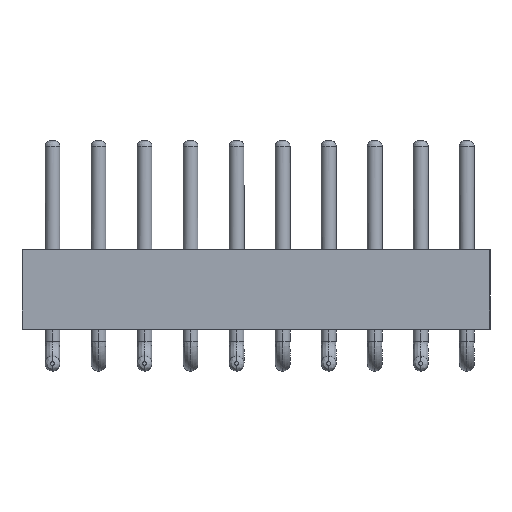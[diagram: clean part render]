
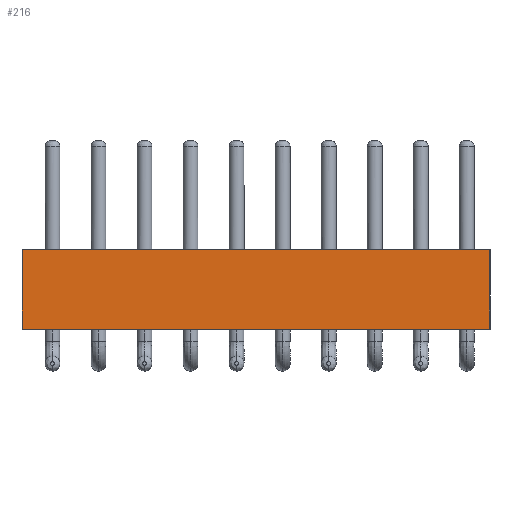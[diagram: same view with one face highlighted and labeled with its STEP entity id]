
A CAD part, top view. The second image highlights one B-rep face of the part: STEP entity #216.
In plain terms, the highlighted planar face has unit normal (0, 0, 1).
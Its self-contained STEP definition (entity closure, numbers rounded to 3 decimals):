
#59=CARTESIAN_POINT('',(0.,0.,0.));
#60=VERTEX_POINT('',#59);
#70=CARTESIAN_POINT('',(0.,2.2,0.));
#71=VERTEX_POINT('',#70);
#72=CARTESIAN_POINT('',(0.,2.2,0.));
#73=CARTESIAN_POINT('',(0.,1.76,0.));
#74=CARTESIAN_POINT('',(0.,1.32,0.));
#75=CARTESIAN_POINT('',(0.,0.88,0.));
#76=CARTESIAN_POINT('',(0.,0.44,0.));
#77=CARTESIAN_POINT('',(0.,0.,0.));
#78=B_SPLINE_CURVE_WITH_KNOTS('',5,(#72,#73,#74,#75,#76,#77),.UNSPECIFIED.,.F.,.U.,(6,6),(0.,2.2),.UNSPECIFIED.);
#79=EDGE_CURVE('',#71,#60,#78,.T.);
#170=CARTESIAN_POINT('',(12.895,0.,0.));
#171=VERTEX_POINT('',#170);
#178=CARTESIAN_POINT('',(12.895,0.,0.));
#179=CARTESIAN_POINT('',(10.316,0.,0.));
#180=CARTESIAN_POINT('',(7.737,0.,0.));
#181=CARTESIAN_POINT('',(5.158,0.,0.));
#182=CARTESIAN_POINT('',(2.579,0.,0.));
#183=CARTESIAN_POINT('',(0.,0.,0.));
#184=B_SPLINE_CURVE_WITH_KNOTS('',5,(#178,#179,#180,#181,#182,#183),.UNSPECIFIED.,.F.,.U.,(6,6),(12.915,25.81),.UNSPECIFIED.);
#185=EDGE_CURVE('',#171,#60,#184,.T.);
#190=CARTESIAN_POINT('',(6.497,1.1,0.));
#191=DIRECTION('',(1.,0.,0.));
#192=DIRECTION('',(0.,0.,1.));
#193=AXIS2_PLACEMENT_3D('',#190,#192,#191);
#194=PLANE('',#193);
#195=ORIENTED_EDGE('',*,*,#79,.T.);
#196=ORIENTED_EDGE('',*,*,#185,.F.);
#197=CARTESIAN_POINT('',(12.895,2.2,0.));
#198=VERTEX_POINT('',#197);
#199=CARTESIAN_POINT('',(12.895,0.,0.));
#200=DIRECTION('',(0.,1.,0.));
#201=VECTOR('',#200,2.2);
#202=LINE('',#199,#201);
#203=EDGE_CURVE('',#171,#198,#202,.T.);
#204=ORIENTED_EDGE('',*,*,#203,.T.);
#205=CARTESIAN_POINT('',(12.895,2.2,0.));
#206=CARTESIAN_POINT('',(10.316,2.2,0.));
#207=CARTESIAN_POINT('',(7.737,2.2,0.));
#208=CARTESIAN_POINT('',(5.158,2.2,0.));
#209=CARTESIAN_POINT('',(2.579,2.2,0.));
#210=CARTESIAN_POINT('',(0.,2.2,0.));
#211=B_SPLINE_CURVE_WITH_KNOTS('',5,(#205,#206,#207,#208,#209,#210),.UNSPECIFIED.,.F.,.U.,(6,6),(12.915,25.81),.UNSPECIFIED.);
#212=EDGE_CURVE('',#198,#71,#211,.T.);
#213=ORIENTED_EDGE('',*,*,#212,.T.);
#214=EDGE_LOOP('',(#195,#196,#204,#213));
#215=FACE_OUTER_BOUND('',#214,.T.);
#216=ADVANCED_FACE('',(#215),#194,.T.);
